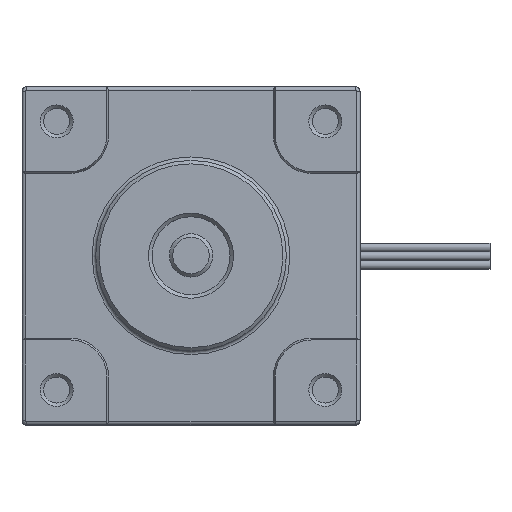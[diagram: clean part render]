
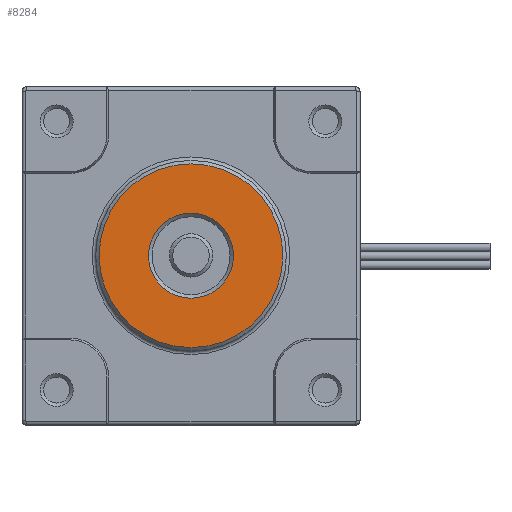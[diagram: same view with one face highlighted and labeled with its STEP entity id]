
A CAD part, top view. The second image highlights one B-rep face of the part: STEP entity #8284.
In plain terms, the highlighted planar face has unit normal (0, 0, 1).
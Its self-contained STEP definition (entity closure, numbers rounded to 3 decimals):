
#8218 = CONICAL_SURFACE('',#8219,11.,0.785);
#8219 = AXIS2_PLACEMENT_3D('',#8220,#8221,#8222);
#8220 = CARTESIAN_POINT('',(0.,0.,1.6));
#8221 = DIRECTION('',(-0.,-0.,-1.));
#8222 = DIRECTION('',(1.,0.,0.));
#8234 = VERTEX_POINT('',#8235);
#8235 = CARTESIAN_POINT('',(10.6,0.,2.));
#8258 = EDGE_CURVE('',#8234,#8234,#8259,.T.);
#8259 = SURFACE_CURVE('',#8260,(#8265,#8272),.PCURVE_S1.);
#8260 = CIRCLE('',#8261,10.6);
#8261 = AXIS2_PLACEMENT_3D('',#8262,#8263,#8264);
#8262 = CARTESIAN_POINT('',(0.,0.,2.));
#8263 = DIRECTION('',(0.,0.,1.));
#8264 = DIRECTION('',(1.,0.,0.));
#8265 = PCURVE('',#8218,#8266);
#8266 = DEFINITIONAL_REPRESENTATION('',(#8267),#8271);
#8267 = LINE('',#8268,#8269);
#8268 = CARTESIAN_POINT('',(-0.,-0.4));
#8269 = VECTOR('',#8270,1.);
#8270 = DIRECTION('',(-1.,-0.));
#8271 = ( GEOMETRIC_REPRESENTATION_CONTEXT(2) 
PARAMETRIC_REPRESENTATION_CONTEXT() REPRESENTATION_CONTEXT('2D SPACE',''
  ) );
#8272 = PCURVE('',#8273,#8278);
#8273 = PLANE('',#8274);
#8274 = AXIS2_PLACEMENT_3D('',#8275,#8276,#8277);
#8275 = CARTESIAN_POINT('',(0.,0.,2.)
  );
#8276 = DIRECTION('',(0.,0.,1.));
#8277 = DIRECTION('',(1.,0.,0.));
#8278 = DEFINITIONAL_REPRESENTATION('',(#8279),#8283);
#8279 = CIRCLE('',#8280,10.6);
#8280 = AXIS2_PLACEMENT_2D('',#8281,#8282);
#8281 = CARTESIAN_POINT('',(0.,0.));
#8282 = DIRECTION('',(1.,0.));
#8283 = ( GEOMETRIC_REPRESENTATION_CONTEXT(2) 
PARAMETRIC_REPRESENTATION_CONTEXT() REPRESENTATION_CONTEXT('2D SPACE',''
  ) );
#8284 = ADVANCED_FACE('',(#8285,#8288),#8273,.T.);
#8285 = FACE_BOUND('',#8286,.T.);
#8286 = EDGE_LOOP('',(#8287));
#8287 = ORIENTED_EDGE('',*,*,#8258,.T.);
#8288 = FACE_BOUND('',#8289,.T.);
#8289 = EDGE_LOOP('',(#8290));
#8290 = ORIENTED_EDGE('',*,*,#8291,.F.);
#8291 = EDGE_CURVE('',#8292,#8292,#8294,.T.);
#8292 = VERTEX_POINT('',#8293);
#8293 = CARTESIAN_POINT('',(4.9,0.,2.));
#8294 = SURFACE_CURVE('',#8295,(#8300,#8307),.PCURVE_S1.);
#8295 = CIRCLE('',#8296,4.9);
#8296 = AXIS2_PLACEMENT_3D('',#8297,#8298,#8299);
#8297 = CARTESIAN_POINT('',(0.,0.,2.));
#8298 = DIRECTION('',(0.,0.,1.));
#8299 = DIRECTION('',(1.,0.,0.));
#8300 = PCURVE('',#8273,#8301);
#8301 = DEFINITIONAL_REPRESENTATION('',(#8302),#8306);
#8302 = CIRCLE('',#8303,4.9);
#8303 = AXIS2_PLACEMENT_2D('',#8304,#8305);
#8304 = CARTESIAN_POINT('',(0.,0.));
#8305 = DIRECTION('',(1.,0.));
#8306 = ( GEOMETRIC_REPRESENTATION_CONTEXT(2) 
PARAMETRIC_REPRESENTATION_CONTEXT() REPRESENTATION_CONTEXT('2D SPACE',''
  ) );
#8307 = PCURVE('',#8308,#8313);
#8308 = CONICAL_SURFACE('',#8309,4.5,0.785);
#8309 = AXIS2_PLACEMENT_3D('',#8310,#8311,#8312);
#8310 = CARTESIAN_POINT('',(0.,0.,1.6));
#8311 = DIRECTION('',(0.,0.,1.));
#8312 = DIRECTION('',(1.,0.,0.));
#8313 = DEFINITIONAL_REPRESENTATION('',(#8314),#8318);
#8314 = LINE('',#8315,#8316);
#8315 = CARTESIAN_POINT('',(-0.,0.4));
#8316 = VECTOR('',#8317,1.);
#8317 = DIRECTION('',(1.,-0.));
#8318 = ( GEOMETRIC_REPRESENTATION_CONTEXT(2) 
PARAMETRIC_REPRESENTATION_CONTEXT() REPRESENTATION_CONTEXT('2D SPACE',''
  ) );
